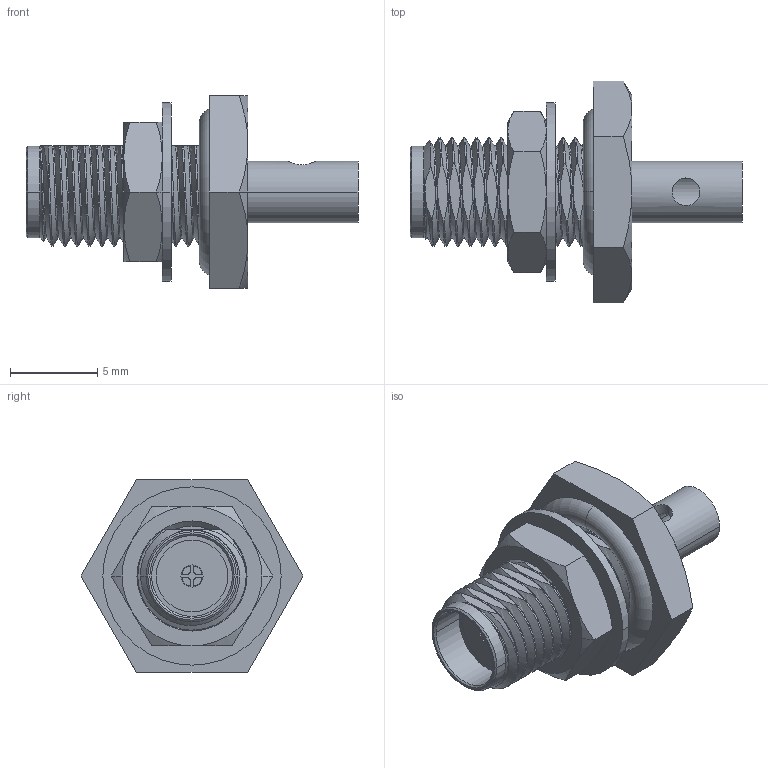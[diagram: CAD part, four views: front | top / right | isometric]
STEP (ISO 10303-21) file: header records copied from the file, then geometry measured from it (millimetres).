
FILE_DESCRIPTION (( 'STEP AP214' ), '1' );
FILE_NAME ('FMCN5358_3D.step', '2025-04-17T23:22:23', ( '' ), ( '' ), 'SwSTEP 2.0', 'SolidWorks 2022', '' );
FILE_SCHEMA (( 'AUTOMOTIVE_DESIGN' ));
Length unit declared in the file: inch
Products named in the file (7): Nut^FMCN5358; Insulator^FMCN5358; Center Pin^FMCN5358; Body^FMCN5358; O-Ring^FMCN5358; FMCN5358_3D; Washer^FMCN5358
Assembly tree (6 placements, depth 2):
  FMCN5358_3D
    Body^FMCN5358
    Nut^FMCN5358
    Washer^FMCN5358
    O-Ring^FMCN5358
    Insulator^FMCN5358
    Center Pin^FMCN5358
Bounding box: 19 x 12.7 x 11 mm (x, y, z)
Volume: 578.5 mm3; surface area: 1570.2 mm2
Topology: 6 solids, 6 shells, 223 faces, 580 edges, 370 vertices
Faces by surface type: cylinder 94, plane 76, cone 30, sphere 16, torus 4, bspline 3
Entity records: 9633 total; most frequent: CARTESIAN_POINT 4138, ORIENTED_EDGE 1156, DIRECTION 1040, EDGE_CURVE 578, AXIS2_PLACEMENT_3D 410, VERTEX_POINT 370, EDGE_LOOP 238, FACE_OUTER_BOUND 223
